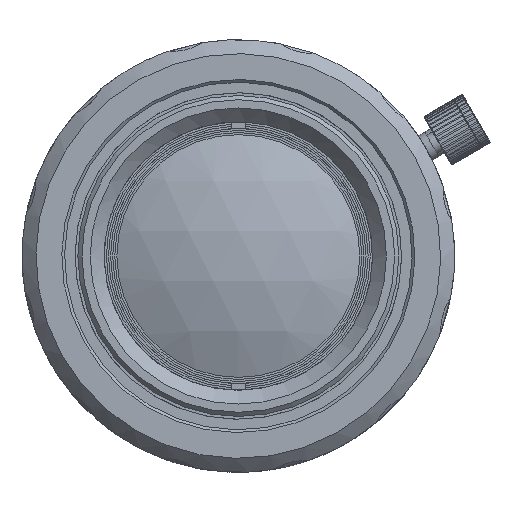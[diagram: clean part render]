
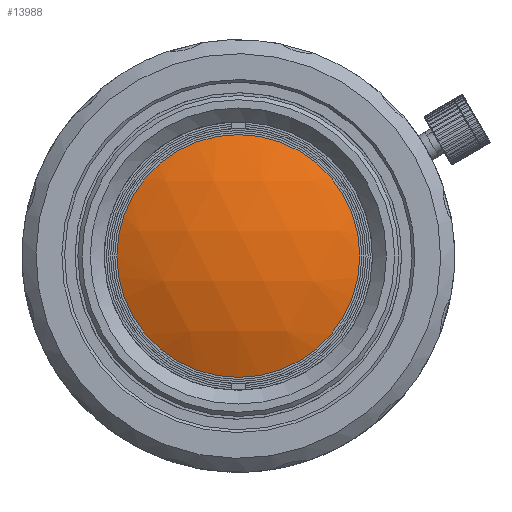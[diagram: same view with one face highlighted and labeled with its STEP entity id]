
A CAD part, left-side view. The second image highlights one B-rep face of the part: STEP entity #13988.
In plain terms, the highlighted spherical face has radius 21.179 mm.
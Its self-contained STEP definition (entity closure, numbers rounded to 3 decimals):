
#627 = VERTEX_POINT ( 'NONE', #2825 ) ;
#927 = CARTESIAN_POINT ( 'NONE',  ( 10.536, 0.607, 0. ) ) ;
#928 = DIRECTION ( 'NONE',  ( 0., 0., 1. ) ) ;
#929 = DIRECTION ( 'NONE',  ( 0., 1., 0. ) ) ;
#2825 = CARTESIAN_POINT ( 'NONE',  ( -8.718, -8.216, 0. ) ) ;
#3447 = SPHERICAL_SURFACE ( 'NONE', #4246, 21.179 ) ;
#3453 = FACE_OUTER_BOUND ( 'NONE', #11374, .T. ) ;
#4246 = AXIS2_PLACEMENT_3D ( 'NONE', #927, #928, #929 ) ;
#5401 = DIRECTION ( 'NONE',  ( 0., -1., 0. ) ) ;
#5403 = DIRECTION ( 'NONE',  ( 1., 0., 0. ) ) ;
#5404 = CARTESIAN_POINT ( 'NONE',  ( -8.718, 0.607, 0. ) ) ;
#10645 = AXIS2_PLACEMENT_3D ( 'NONE', #5404, #5403, #5401 ) ;
#10646 = CIRCLE ( 'NONE', #10645, 8.823 ) ;
#11374 = EDGE_LOOP ( 'NONE', ( #12528 ) ) ;
#12528 = ORIENTED_EDGE ( 'NONE', *, *, #13369, .F. ) ;
#13369 = EDGE_CURVE ( 'NONE', #627, #627, #10646, .T. ) ;
#13988 = ADVANCED_FACE ( 'NONE', ( #3453 ), #3447, .T. ) ;
